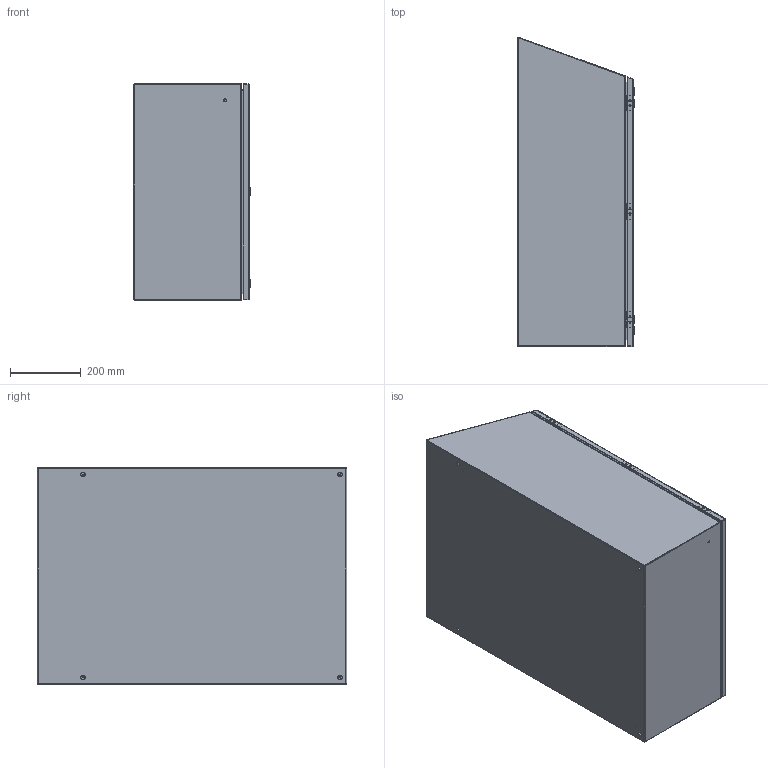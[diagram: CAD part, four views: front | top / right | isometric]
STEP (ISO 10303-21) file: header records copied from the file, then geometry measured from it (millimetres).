
FILE_DESCRIPTION (( 'STEP AP214' ), '1' );
FILE_NAME ('ST302412SS.STEP', '2019-07-11T15:00:52', ( '' ), ( '' ), 'SwSTEP 2.0', 'SolidWorks 2018', '' );
FILE_SCHEMA (( 'AUTOMOTIVE_DESIGN' ));
Length unit declared in the file: inch
Products named in the file (1): ST302412SS
Bounding box: 330.12 x 871.92 x 609.8 mm (x, y, z)
Volume: 3928458.7 mm3; surface area: 4333859.9 mm2
Topology: 45 solids, 46 shells, 1116 faces, 2646 edges, 1670 vertices
Faces by surface type: plane 600, cylinder 348, bspline 102, torus 36, cone 30
Entity records: 49589 total; most frequent: CARTESIAN_POINT 8811, DIRECTION 5357, ORIENTED_EDGE 5260, EDGE_CURVE 2630, AXIS2_PLACEMENT_3D 1878, VERTEX_POINT 1670, VECTOR 1601, LINE 1601
